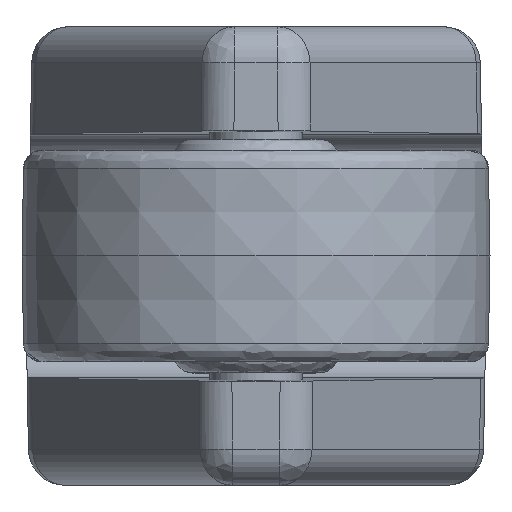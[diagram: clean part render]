
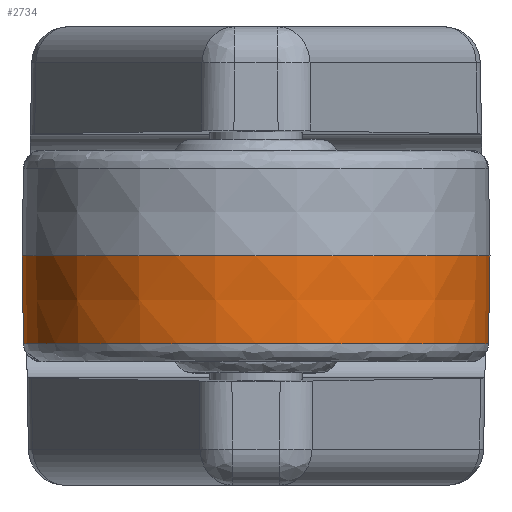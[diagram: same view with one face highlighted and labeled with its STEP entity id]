
A CAD part, front view. The second image highlights one B-rep face of the part: STEP entity #2734.
In plain terms, the highlighted conical face has half-angle 1 degrees and reference radius 6.35 mm.
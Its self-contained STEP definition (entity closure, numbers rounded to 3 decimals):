
#32 = DIRECTION ( 'NONE',  ( -0.017, 0., 1. ) ) ;
#2021 = EDGE_CURVE ( 'NONE', #20903, #20661, #3200, .T. ) ;
#2118 = CARTESIAN_POINT ( 'NONE',  ( -6.35, 0., 0. ) ) ;
#2734 = ADVANCED_FACE ( 'NONE', ( #11615 ), #20074, .T. ) ;
#2803 = DIRECTION ( 'NONE',  ( 0.017, 0., 1. ) ) ;
#3200 = CIRCLE ( 'NONE', #19269, 6.35 ) ;
#3259 = CIRCLE ( 'NONE', #14671, 6.308 ) ;
#3417 = ORIENTED_EDGE ( 'NONE', *, *, #23206, .T. ) ;
#5306 = EDGE_CURVE ( 'NONE', #5839, #20661, #9591, .T. ) ;
#5553 = VERTEX_POINT ( 'NONE', #9730 ) ;
#5837 = CARTESIAN_POINT ( 'NONE',  ( 0., 0., 0. ) ) ;
#5839 = VERTEX_POINT ( 'NONE', #6835 ) ;
#6704 = DIRECTION ( 'NONE',  ( 1., 0., 0. ) ) ;
#6835 = CARTESIAN_POINT ( 'NONE',  ( -6.308, 0., -2.384 ) ) ;
#7518 = CIRCLE ( 'NONE', #21066, 6.308 ) ;
#7670 = VECTOR ( 'NONE', #32, 1000. ) ;
#9014 = LINE ( 'NONE', #24009, #15806 ) ;
#9587 = DIRECTION ( 'NONE',  ( 0., 0., 1. ) ) ;
#9591 = LINE ( 'NONE', #2118, #7670 ) ;
#9730 = CARTESIAN_POINT ( 'NONE',  ( -6.308, -0.029, -2.384 ) ) ;
#10893 = CARTESIAN_POINT ( 'NONE',  ( 0., 0., -2.384 ) ) ;
#11095 = DIRECTION ( 'NONE',  ( 1., 0., 0. ) ) ;
#11615 = FACE_OUTER_BOUND ( 'NONE', #15901, .T. ) ;
#11640 = DIRECTION ( 'NONE',  ( 1., 0., 0. ) ) ;
#12503 = ORIENTED_EDGE ( 'NONE', *, *, #2021, .T. ) ;
#13814 = CARTESIAN_POINT ( 'NONE',  ( 6.308, 0., -2.384 ) ) ;
#13848 = VERTEX_POINT ( 'NONE', #13814 ) ;
#13946 = CARTESIAN_POINT ( 'NONE',  ( -6.35, 0., 0. ) ) ;
#14671 = AXIS2_PLACEMENT_3D ( 'NONE', #19016, #22348, #11095 ) ;
#15663 = ORIENTED_EDGE ( 'NONE', *, *, #22678, .T. ) ;
#15806 = VECTOR ( 'NONE', #2803, 1000. ) ;
#15901 = EDGE_LOOP ( 'NONE', ( #16246, #3417, #15663, #16748, #12503 ) ) ;
#16246 = ORIENTED_EDGE ( 'NONE', *, *, #5306, .F. ) ;
#16748 = ORIENTED_EDGE ( 'NONE', *, *, #23150, .T. ) ;
#18377 = DIRECTION ( 'NONE',  ( 1., 0., 0. ) ) ;
#19016 = CARTESIAN_POINT ( 'NONE',  ( 0., 0., -2.384 ) ) ;
#19269 = AXIS2_PLACEMENT_3D ( 'NONE', #22089, #21293, #6704 ) ;
#20074 = CONICAL_SURFACE ( 'NONE', #21201, 6.35, 0.017 ) ;
#20661 = VERTEX_POINT ( 'NONE', #13946 ) ;
#20903 = VERTEX_POINT ( 'NONE', #25673 ) ;
#21066 = AXIS2_PLACEMENT_3D ( 'NONE', #10893, #25445, #18377 ) ;
#21201 = AXIS2_PLACEMENT_3D ( 'NONE', #5837, #9587, #11640 ) ;
#21293 = DIRECTION ( 'NONE',  ( 0., 0., -1. ) ) ;
#22089 = CARTESIAN_POINT ( 'NONE',  ( 0., 0., 0. ) ) ;
#22348 = DIRECTION ( 'NONE',  ( 0., 0., 1. ) ) ;
#22678 = EDGE_CURVE ( 'NONE', #5553, #13848, #7518, .T. ) ;
#23150 = EDGE_CURVE ( 'NONE', #13848, #20903, #9014, .T. ) ;
#23206 = EDGE_CURVE ( 'NONE', #5839, #5553, #3259, .T. ) ;
#24009 = CARTESIAN_POINT ( 'NONE',  ( 6.35, 0., 0. ) ) ;
#25445 = DIRECTION ( 'NONE',  ( 0., 0., 1. ) ) ;
#25673 = CARTESIAN_POINT ( 'NONE',  ( 6.35, 0., 0. ) ) ;
